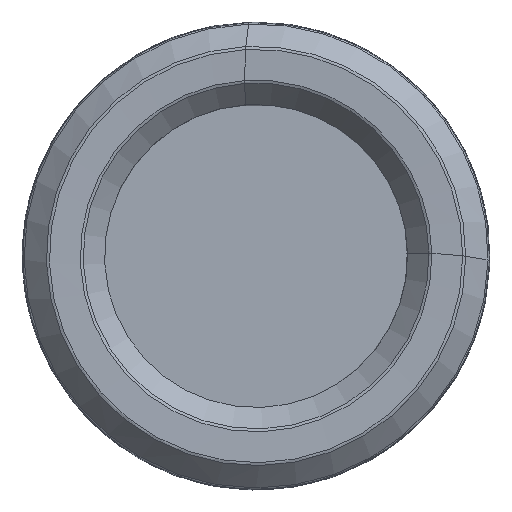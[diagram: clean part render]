
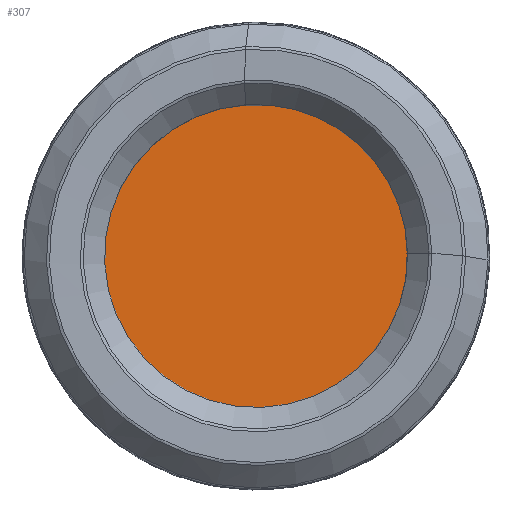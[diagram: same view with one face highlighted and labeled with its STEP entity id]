
A CAD part, left-side view. The second image highlights one B-rep face of the part: STEP entity #307.
In plain terms, the highlighted planar face has unit normal (-1, 0, 0).
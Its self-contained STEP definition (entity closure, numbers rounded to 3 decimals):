
#59=PLANE('',#925);
#307=ADVANCED_FACE('',(#384),#59,.F.);
#384=FACE_OUTER_BOUND('',#434,.T.);
#434=EDGE_LOOP('',(#670));
#514=CIRCLE('',#923,30.019);
#670=ORIENTED_EDGE('',*,*,#818,.T.);
#734=VERTEX_POINT('',#1837);
#818=EDGE_CURVE('',#734,#734,#514,.T.);
#923=AXIS2_PLACEMENT_3D('',#1836,#1089,#1090);
#925=AXIS2_PLACEMENT_3D('',#1839,#1093,#1094);
#1089=DIRECTION('',(-1.,0.,0.));
#1090=DIRECTION('',(0.,0.,1.));
#1093=DIRECTION('',(1.,0.,0.));
#1094=DIRECTION('',(0.,0.,-1.));
#1836=CARTESIAN_POINT('',(5.,0.,0.));
#1837=CARTESIAN_POINT('',(5.,0.,30.019));
#1839=CARTESIAN_POINT('',(5.,13.,0.));
